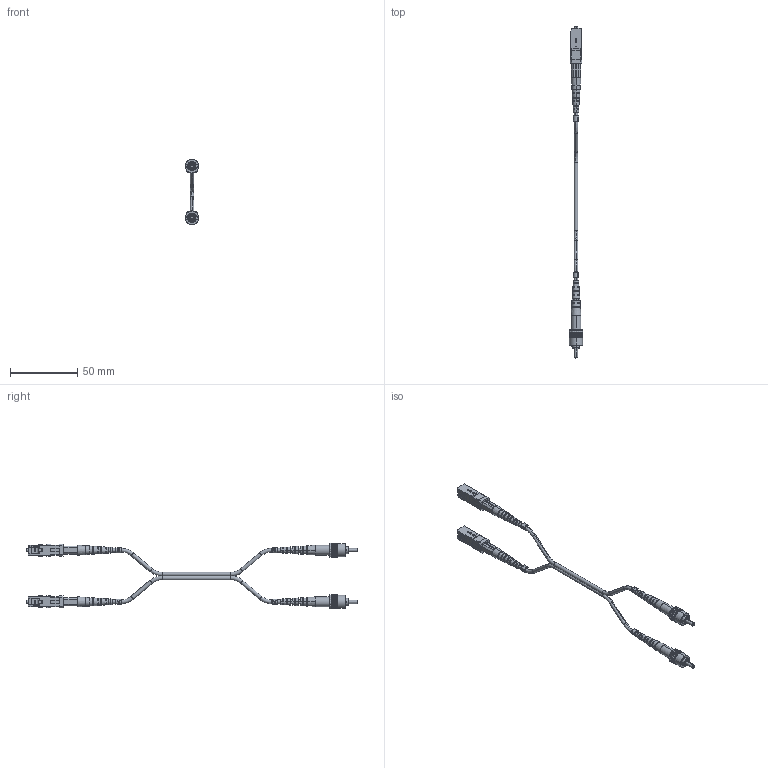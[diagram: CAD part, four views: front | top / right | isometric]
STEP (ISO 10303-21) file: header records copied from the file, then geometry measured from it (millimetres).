
FILE_DESCRIPTION (( 'STEP AP203' ), '1' );
FILE_NAME ('SFODST-SC.STEP', '2006-06-23T20:20:01', ( 'lcom' ), ( 'lcom' ), 'SwSTEP 2.0', 'SolidWorks 2006004', '' );
FILE_SCHEMA (( 'CONFIG_CONTROL_DESIGN' ));
Length unit declared in the file: inch
Products named in the file (13): CONN-95-200-06-BP3B; LBL-C3P-B; CONN-95-200-08-BP3B MA4; CONN-95-200-06-BP3B-MA1; CONN-95-200-08-BP3B MA1; SFODST-SC; LBL-C3P-A; N602-INS-ZC-10C; CONN-95-200-06-BP3B-MA2; CONN-95-200-06-BP3B-MA3; CONN-95-200-08-BP3B MA3; CONN-95-200-08-BP3B; CONN-95-200-08-BP3B MA2
Assembly tree (16 placements, depth 3):
  SFODST-SC
    N602-INS-ZC-10C
    CONN-95-200-08-BP3B  x2
      CONN-95-200-08-BP3B MA2
      CONN-95-200-08-BP3B MA1
      CONN-95-200-08-BP3B MA4
      CONN-95-200-08-BP3B MA3
    LBL-C3P-B  x2
    LBL-C3P-A  x2
    CONN-95-200-06-BP3B  x2
      CONN-95-200-06-BP3B-MA1
      CONN-95-200-06-BP3B-MA3
      CONN-95-200-06-BP3B-MA2
Bounding box: 10.3 x 246.21 x 48.6 mm (x, y, z)
Volume: 8604.7 mm3; surface area: 16874.3 mm2
Topology: 19 solids, 19 shells, 1055 faces, 3021 edges, 1982 vertices
Faces by surface type: plane 854, cylinder 123, cone 36, torus 24, bspline 18
Entity records: 20599 total; most frequent: CARTESIAN_POINT 4717, ORIENTED_EDGE 3100, DIRECTION 2889, EDGE_CURVE 1550, LINE 1031, VECTOR 1031, VERTEX_POINT 1012, AXIS2_PLACEMENT_3D 929
